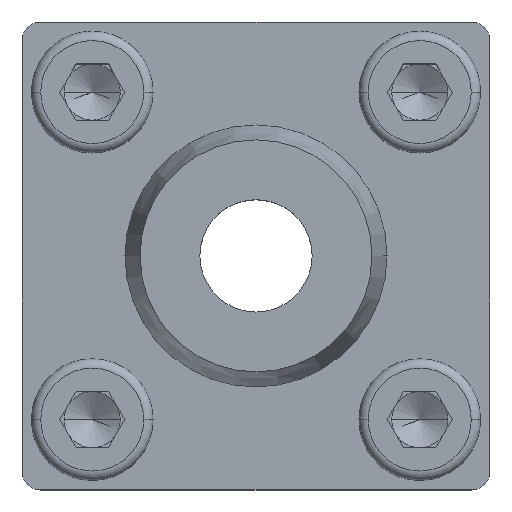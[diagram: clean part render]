
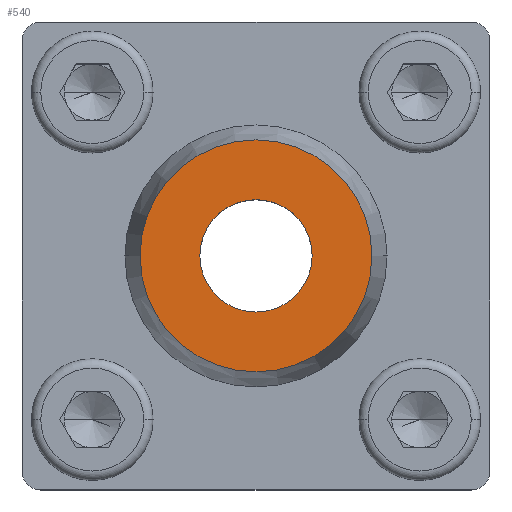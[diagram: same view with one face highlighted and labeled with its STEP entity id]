
A CAD part, top view. The second image highlights one B-rep face of the part: STEP entity #540.
In plain terms, the highlighted planar face has unit normal (0, 0, 1).
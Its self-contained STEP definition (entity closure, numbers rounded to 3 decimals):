
#76 = CARTESIAN_POINT ( 'NONE',  ( 13.058, 2.641, 12. ) ) ;
#86 = CARTESIAN_POINT ( 'NONE',  ( 19.451, 2.641, 12. ) ) ;
#170 = DIRECTION ( 'NONE',  ( 1., 0., 0. ) ) ;
#171 = DIRECTION ( 'NONE',  ( 0., 0., 1. ) ) ;
#172 = CARTESIAN_POINT ( 'NONE',  ( 7.058, 2.641, 12. ) ) ;
#197 = DIRECTION ( 'NONE',  ( 1., 0., 0. ) ) ;
#199 = DIRECTION ( 'NONE',  ( 0., 0., 1. ) ) ;
#201 = CARTESIAN_POINT ( 'NONE',  ( 7.058, 2.641, 12. ) ) ;
#271 = DIRECTION ( 'NONE',  ( 1., 0., 0. ) ) ;
#272 = DIRECTION ( 'NONE',  ( 0., 0., 1. ) ) ;
#274 = CARTESIAN_POINT ( 'NONE',  ( 7.058, 2.641, 12. ) ) ;
#275 = DIRECTION ( 'NONE',  ( 1., 0., 0. ) ) ;
#276 = DIRECTION ( 'NONE',  ( 0., 0., 1. ) ) ;
#278 = CARTESIAN_POINT ( 'NONE',  ( 7.058, 2.641, 12. ) ) ;
#416 = CARTESIAN_POINT ( 'NONE',  ( 1.058, 2.641, 12. ) ) ;
#540 = ADVANCED_FACE ( 'NONE', ( #1907, #1900 ), #977, .T. ) ;
#786 = VERTEX_POINT ( 'NONE', #849 ) ;
#808 = VERTEX_POINT ( 'NONE', #416 ) ;
#849 = CARTESIAN_POINT ( 'NONE',  ( -5.334, 2.641, 12. ) ) ;
#975 = DIRECTION ( 'NONE',  ( 1., 0., 0. ) ) ;
#977 = PLANE ( 'NONE',  #2805 ) ;
#1101 = CARTESIAN_POINT ( 'NONE',  ( 7.058, 2.641, 12. ) ) ;
#1137 = DIRECTION ( 'NONE',  ( 0., 0., 1. ) ) ;
#1495 = CIRCLE ( 'NONE', #3400, 6. ) ;
#1542 = CIRCLE ( 'NONE', #3338, 6. ) ;
#1641 = CIRCLE ( 'NONE', #3399, 12.392 ) ;
#1686 = CIRCLE ( 'NONE', #3343, 12.392 ) ;
#1900 = FACE_OUTER_BOUND ( 'NONE', #2240, .T. ) ;
#1907 = FACE_BOUND ( 'NONE', #2239, .T. ) ;
#2239 = EDGE_LOOP ( 'NONE', ( #2480, #2334 ) ) ;
#2240 = EDGE_LOOP ( 'NONE', ( #2482, #2481 ) ) ;
#2334 = ORIENTED_EDGE ( 'NONE', *, *, #2633, .F. ) ;
#2480 = ORIENTED_EDGE ( 'NONE', *, *, #2611, .F. ) ;
#2481 = ORIENTED_EDGE ( 'NONE', *, *, #2642, .T. ) ;
#2482 = ORIENTED_EDGE ( 'NONE', *, *, #2610, .T. ) ;
#2610 = EDGE_CURVE ( 'NONE', #3140, #786, #1641, .T. ) ;
#2611 = EDGE_CURVE ( 'NONE', #3147, #808, #1495, .T. ) ;
#2633 = EDGE_CURVE ( 'NONE', #808, #3147, #1542, .T. ) ;
#2642 = EDGE_CURVE ( 'NONE', #786, #3140, #1686, .T. ) ;
#2805 = AXIS2_PLACEMENT_3D ( 'NONE', #1101, #1137, #975 ) ;
#3140 = VERTEX_POINT ( 'NONE', #86 ) ;
#3147 = VERTEX_POINT ( 'NONE', #76 ) ;
#3338 = AXIS2_PLACEMENT_3D ( 'NONE', #201, #199, #197 ) ;
#3343 = AXIS2_PLACEMENT_3D ( 'NONE', #172, #171, #170 ) ;
#3399 = AXIS2_PLACEMENT_3D ( 'NONE', #278, #276, #275 ) ;
#3400 = AXIS2_PLACEMENT_3D ( 'NONE', #274, #272, #271 ) ;
